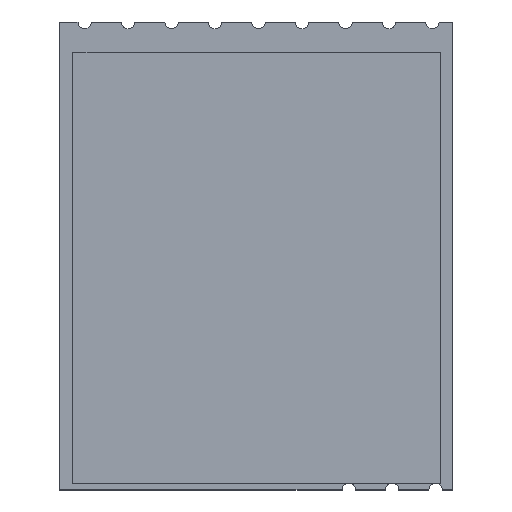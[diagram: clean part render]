
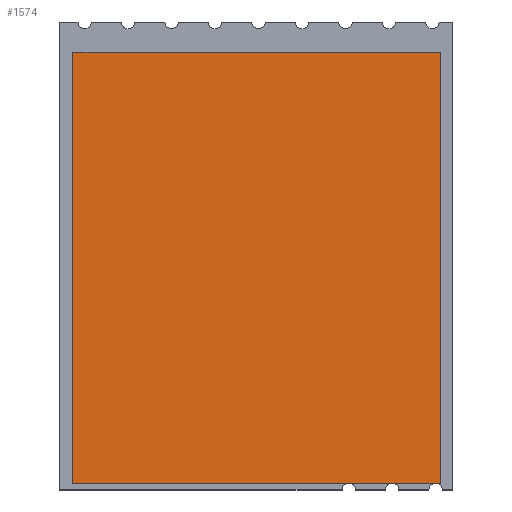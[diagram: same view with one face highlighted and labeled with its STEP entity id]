
A CAD part, top view. The second image highlights one B-rep face of the part: STEP entity #1574.
In plain terms, the highlighted planar face has unit normal (0, 0, 1).
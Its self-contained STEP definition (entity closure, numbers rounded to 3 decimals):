
#143 = LINE ( 'NONE', #453, #887 ) ;
#157 = CARTESIAN_POINT ( 'NONE',  ( 22.78, 0.4, 3.2 ) ) ;
#233 = LINE ( 'NONE', #548, #395 ) ;
#238 = EDGE_CURVE ( 'NONE', #685, #912, #741, .T. ) ;
#243 = VECTOR ( 'NONE', #251, 1000. ) ;
#251 = DIRECTION ( 'NONE',  ( 0., -1., 0. ) ) ;
#287 = DIRECTION ( 'NONE',  ( 0., 0., 1. ) ) ;
#295 = DIRECTION ( 'NONE',  ( -1., 0., 0. ) ) ;
#395 = VECTOR ( 'NONE', #420, 1000. ) ;
#420 = DIRECTION ( 'NONE',  ( 1., 0., 0. ) ) ;
#439 = FACE_OUTER_BOUND ( 'NONE', #972, .T. ) ;
#453 = CARTESIAN_POINT ( 'NONE',  ( 22.78, 26.2, 3.2 ) ) ;
#468 = EDGE_CURVE ( 'NONE', #912, #545, #583, .T. ) ;
#545 = VERTEX_POINT ( 'NONE', #667 ) ;
#548 = CARTESIAN_POINT ( 'NONE',  ( 0.8, 0.4, 3.2 ) ) ;
#583 = LINE ( 'NONE', #1366, #243 ) ;
#626 = PLANE ( 'NONE',  #1168 ) ;
#667 = CARTESIAN_POINT ( 'NONE',  ( 0.8, 0.4, 3.2 ) ) ;
#685 = VERTEX_POINT ( 'NONE', #1552 ) ;
#741 = LINE ( 'NONE', #790, #1130 ) ;
#790 = CARTESIAN_POINT ( 'NONE',  ( 0.8, 26.2, 3.2 ) ) ;
#829 = EDGE_CURVE ( 'NONE', #1544, #685, #143, .T. ) ;
#832 = ORIENTED_EDGE ( 'NONE', *, *, #1443, .T. ) ;
#833 = CARTESIAN_POINT ( 'NONE',  ( 0.8, 26.2, 3.2 ) ) ;
#840 = DIRECTION ( 'NONE',  ( 0., 1., 0. ) ) ;
#887 = VECTOR ( 'NONE', #840, 1000. ) ;
#912 = VERTEX_POINT ( 'NONE', #833 ) ;
#972 = EDGE_LOOP ( 'NONE', ( #1569, #832, #1469, #1054 ) ) ;
#1049 = DIRECTION ( 'NONE',  ( 1., 0., 0. ) ) ;
#1054 = ORIENTED_EDGE ( 'NONE', *, *, #238, .T. ) ;
#1130 = VECTOR ( 'NONE', #295, 1000. ) ;
#1168 = AXIS2_PLACEMENT_3D ( 'NONE', #1283, #287, #1049 ) ;
#1283 = CARTESIAN_POINT ( 'NONE',  ( 0., 0., 3.2 ) ) ;
#1366 = CARTESIAN_POINT ( 'NONE',  ( 0.8, 26.2, 3.2 ) ) ;
#1443 = EDGE_CURVE ( 'NONE', #545, #1544, #233, .T. ) ;
#1469 = ORIENTED_EDGE ( 'NONE', *, *, #829, .T. ) ;
#1544 = VERTEX_POINT ( 'NONE', #157 ) ;
#1552 = CARTESIAN_POINT ( 'NONE',  ( 22.78, 26.2, 3.2 ) ) ;
#1569 = ORIENTED_EDGE ( 'NONE', *, *, #468, .T. ) ;
#1574 = ADVANCED_FACE ( 'NONE', ( #439 ), #626, .T. ) ;
